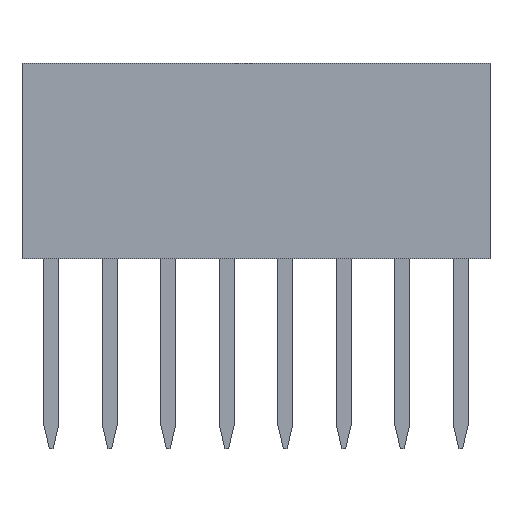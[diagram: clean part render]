
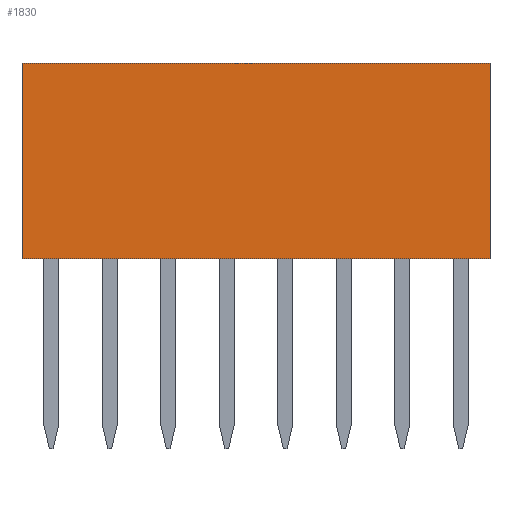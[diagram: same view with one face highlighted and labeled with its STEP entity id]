
A CAD part, top view. The second image highlights one B-rep face of the part: STEP entity #1830.
In plain terms, the highlighted planar face has unit normal (0, 0, 1).
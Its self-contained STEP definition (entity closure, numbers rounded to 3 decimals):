
#767 = DIRECTION ( 'NONE',  ( 0., 1., 0. ) ) ;
#1702 = VERTEX_POINT ( 'NONE', #5364 ) ;
#1830 = ADVANCED_FACE ( 'NONE', ( #9683 ), #12769, .T. ) ;
#2709 = CARTESIAN_POINT ( 'NONE',  ( 20.32, -8.5, 2.54 ) ) ;
#2782 = DIRECTION ( 'NONE',  ( 0., -1., 0. ) ) ;
#2982 = ORIENTED_EDGE ( 'NONE', *, *, #4688, .T. ) ;
#3264 = LINE ( 'NONE', #5438, #5922 ) ;
#3953 = CARTESIAN_POINT ( 'NONE',  ( 0., 0., 2.54 ) ) ;
#4038 = CARTESIAN_POINT ( 'NONE',  ( 20.32, 0., 2.54 ) ) ;
#4365 = ORIENTED_EDGE ( 'NONE', *, *, #6979, .T. ) ;
#4434 = VECTOR ( 'NONE', #11685, 1000. ) ;
#4602 = EDGE_CURVE ( 'NONE', #4863, #12577, #12103, .T. ) ;
#4660 = CARTESIAN_POINT ( 'NONE',  ( 0., 0., 2.54 ) ) ;
#4688 = EDGE_CURVE ( 'NONE', #8540, #4863, #10856, .T. ) ;
#4790 = DIRECTION ( 'NONE',  ( 0., 0., 1. ) ) ;
#4863 = VERTEX_POINT ( 'NONE', #4038 ) ;
#5189 = AXIS2_PLACEMENT_3D ( 'NONE', #10800, #4790, #11809 ) ;
#5364 = CARTESIAN_POINT ( 'NONE',  ( 0., -8.5, 2.54 ) ) ;
#5369 = LINE ( 'NONE', #9810, #9766 ) ;
#5438 = CARTESIAN_POINT ( 'NONE',  ( 0., -8.5, 2.54 ) ) ;
#5922 = VECTOR ( 'NONE', #11432, 1000. ) ;
#6979 = EDGE_CURVE ( 'NONE', #1702, #8540, #3264, .T. ) ;
#7416 = ORIENTED_EDGE ( 'NONE', *, *, #12060, .T. ) ;
#7856 = VECTOR ( 'NONE', #767, 1000. ) ;
#8540 = VERTEX_POINT ( 'NONE', #2709 ) ;
#9683 = FACE_OUTER_BOUND ( 'NONE', #11868, .T. ) ;
#9766 = VECTOR ( 'NONE', #2782, 1000. ) ;
#9810 = CARTESIAN_POINT ( 'NONE',  ( 0., 0., 2.54 ) ) ;
#10771 = CARTESIAN_POINT ( 'NONE',  ( 20.32, 0., 2.54 ) ) ;
#10800 = CARTESIAN_POINT ( 'NONE',  ( 0., 0., 2.54 ) ) ;
#10856 = LINE ( 'NONE', #10771, #7856 ) ;
#11432 = DIRECTION ( 'NONE',  ( 1., 0., 0. ) ) ;
#11685 = DIRECTION ( 'NONE',  ( -1., 0., 0. ) ) ;
#11809 = DIRECTION ( 'NONE',  ( 1., 0., 0. ) ) ;
#11865 = ORIENTED_EDGE ( 'NONE', *, *, #4602, .T. ) ;
#11868 = EDGE_LOOP ( 'NONE', ( #7416, #4365, #2982, #11865 ) ) ;
#12060 = EDGE_CURVE ( 'NONE', #12577, #1702, #5369, .T. ) ;
#12103 = LINE ( 'NONE', #4660, #4434 ) ;
#12577 = VERTEX_POINT ( 'NONE', #3953 ) ;
#12769 = PLANE ( 'NONE',  #5189 ) ;
